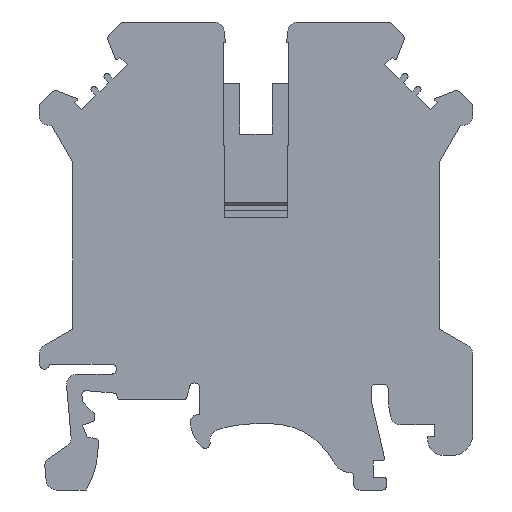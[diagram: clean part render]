
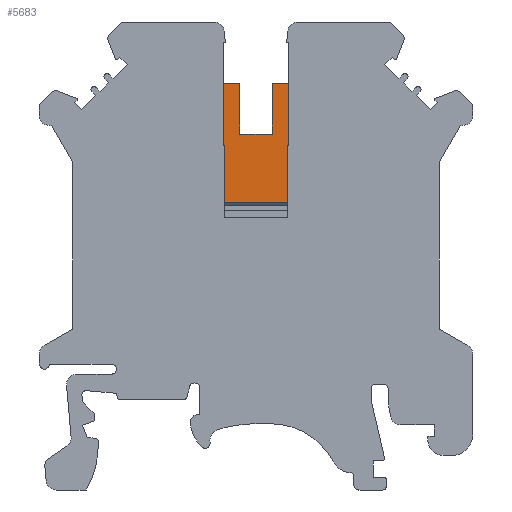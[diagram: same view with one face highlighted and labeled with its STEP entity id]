
A CAD part, front view. The second image highlights one B-rep face of the part: STEP entity #5683.
In plain terms, the highlighted planar face has unit normal (0, -1, 0).
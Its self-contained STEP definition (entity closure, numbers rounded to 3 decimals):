
#635=ORIENTED_EDGE('',*,*,#1773,.T.);
#636=ORIENTED_EDGE('',*,*,#1770,.F.);
#637=ORIENTED_EDGE('',*,*,#1774,.T.);
#638=ORIENTED_EDGE('',*,*,#1775,.T.);
#639=ORIENTED_EDGE('',*,*,#1776,.T.);
#640=ORIENTED_EDGE('',*,*,#1777,.T.);
#641=ORIENTED_EDGE('',*,*,#1778,.T.);
#642=ORIENTED_EDGE('',*,*,#1779,.T.);
#643=ORIENTED_EDGE('',*,*,#1780,.T.);
#644=ORIENTED_EDGE('',*,*,#1781,.F.);
#645=ORIENTED_EDGE('',*,*,#1782,.T.);
#646=ORIENTED_EDGE('',*,*,#1783,.T.);
#1770=EDGE_CURVE('',#2304,#2305,#2719,.F.);
#1773=EDGE_CURVE('',#2307,#2305,#2722,.T.);
#1774=EDGE_CURVE('',#2304,#2308,#2723,.T.);
#1775=EDGE_CURVE('',#2308,#2309,#2724,.T.);
#1776=EDGE_CURVE('',#2309,#2310,#2725,.T.);
#1777=EDGE_CURVE('',#2310,#2311,#2726,.T.);
#1778=EDGE_CURVE('',#2311,#2312,#2727,.T.);
#1779=EDGE_CURVE('',#2312,#2313,#2728,.T.);
#1780=EDGE_CURVE('',#2313,#2314,#2729,.T.);
#1781=EDGE_CURVE('',#2315,#2314,#2730,.F.);
#1782=EDGE_CURVE('',#2315,#2316,#2731,.T.);
#1783=EDGE_CURVE('',#2316,#2307,#2732,.T.);
#2304=VERTEX_POINT('',#7959);
#2305=VERTEX_POINT('',#7961);
#2307=VERTEX_POINT('',#7967);
#2308=VERTEX_POINT('',#7969);
#2309=VERTEX_POINT('',#7971);
#2310=VERTEX_POINT('',#7973);
#2311=VERTEX_POINT('',#7975);
#2312=VERTEX_POINT('',#7977);
#2313=VERTEX_POINT('',#7979);
#2314=VERTEX_POINT('',#7981);
#2315=VERTEX_POINT('',#7983);
#2316=VERTEX_POINT('',#7985);
#2719=LINE('',#7960,#3178);
#2722=LINE('',#7966,#3181);
#2723=LINE('',#7968,#3182);
#2724=LINE('',#7970,#3183);
#2725=LINE('',#7972,#3184);
#2726=LINE('',#7974,#3185);
#2727=LINE('',#7976,#3186);
#2728=LINE('',#7978,#3187);
#2729=LINE('',#7980,#3188);
#2730=LINE('',#7982,#3189);
#2731=LINE('',#7984,#3190);
#2732=LINE('',#7986,#3191);
#3178=VECTOR('',#6734,1000.);
#3181=VECTOR('',#6739,1000.);
#3182=VECTOR('',#6740,1000.);
#3183=VECTOR('',#6741,1000.);
#3184=VECTOR('',#6742,1000.);
#3185=VECTOR('',#6743,1000.);
#3186=VECTOR('',#6744,1000.);
#3187=VECTOR('',#6745,1000.);
#3188=VECTOR('',#6746,1000.);
#3189=VECTOR('',#6747,1000.);
#3190=VECTOR('',#6748,1000.);
#3191=VECTOR('',#6749,1000.);
#3533=EDGE_LOOP('',(#635,#636,#637,#638,#639,#640,#641,#642,#643,#644,#645,
#646));
#3767=FACE_BOUND('',#3533,.T.);
#3957=PLANE('',#5986);
#5683=ADVANCED_FACE('',(#3767),#3957,.F.);
#5986=AXIS2_PLACEMENT_3D('',#7965,#6737,#6738);
#6734=DIRECTION('',(-1.,0.,0.));
#6737=DIRECTION('',(0.,1.,0.));
#6738=DIRECTION('',(0.,0.,1.));
#6739=DIRECTION('',(0.,0.,1.));
#6740=DIRECTION('',(0.,0.,-1.));
#6741=DIRECTION('',(1.,0.,0.));
#6742=DIRECTION('',(0.,0.,-1.));
#6743=DIRECTION('',(1.,0.,0.));
#6744=DIRECTION('',(0.,0.,1.));
#6745=DIRECTION('',(1.,0.,0.));
#6746=DIRECTION('',(0.,0.,1.));
#6747=DIRECTION('',(-1.,0.,0.));
#6748=DIRECTION('',(0.,0.,-1.));
#6749=DIRECTION('',(-1.,0.,0.));
#7959=CARTESIAN_POINT('',(-3.2,4.9,16.95));
#7960=CARTESIAN_POINT('',(0.,4.9,16.95));
#7961=CARTESIAN_POINT('',(-1.6,4.9,16.95));
#7965=CARTESIAN_POINT('',(0.,4.9,0.));
#7966=CARTESIAN_POINT('',(-1.6,4.9,16.95));
#7967=CARTESIAN_POINT('',(-1.6,4.9,11.95));
#7968=CARTESIAN_POINT('',(-3.2,4.9,16.95));
#7969=CARTESIAN_POINT('',(-3.2,4.9,10.85));
#7970=CARTESIAN_POINT('',(-3.2,4.9,10.85));
#7971=CARTESIAN_POINT('',(-3.1,4.9,10.85));
#7972=CARTESIAN_POINT('',(-3.1,4.9,10.85));
#7973=CARTESIAN_POINT('',(-3.1,4.9,5.25));
#7974=CARTESIAN_POINT('',(0.,4.9,5.25));
#7975=CARTESIAN_POINT('',(3.1,4.9,5.25));
#7976=CARTESIAN_POINT('',(3.1,4.9,4.95));
#7977=CARTESIAN_POINT('',(3.1,4.9,10.85));
#7978=CARTESIAN_POINT('',(3.1,4.9,10.85));
#7979=CARTESIAN_POINT('',(3.2,4.9,10.85));
#7980=CARTESIAN_POINT('',(3.2,4.9,10.85));
#7981=CARTESIAN_POINT('',(3.2,4.9,16.95));
#7982=CARTESIAN_POINT('',(0.,4.9,16.95));
#7983=CARTESIAN_POINT('',(1.6,4.9,16.95));
#7984=CARTESIAN_POINT('',(1.6,4.9,11.95));
#7985=CARTESIAN_POINT('',(1.6,4.9,11.95));
#7986=CARTESIAN_POINT('',(-1.6,4.9,11.95));
